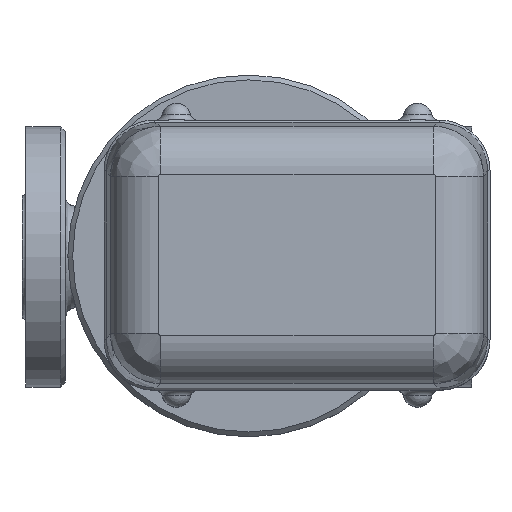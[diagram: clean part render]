
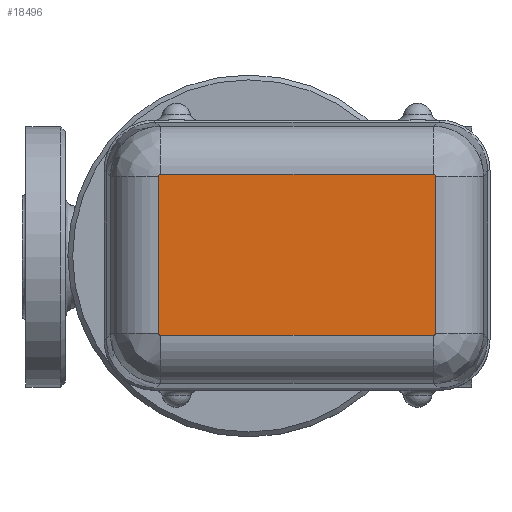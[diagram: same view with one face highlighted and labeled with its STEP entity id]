
A CAD part, top view. The second image highlights one B-rep face of the part: STEP entity #18496.
In plain terms, the highlighted planar face has unit normal (0, 0, 1).
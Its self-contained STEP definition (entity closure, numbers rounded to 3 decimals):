
#138=B_SPLINE_CURVE_WITH_KNOTS('',3,(#27650,#27651,#27652,#27653,#27654,
#27655,#27656,#27657),.UNSPECIFIED.,.F.,.F.,(4,1,1,1,1,4),(0.,0.017,
0.034,0.069,0.103,0.12),
 .UNSPECIFIED.);
#140=B_SPLINE_CURVE_WITH_KNOTS('',3,(#27727,#27728,#27729,#27730,#27731,
#27732,#27733,#27734),.UNSPECIFIED.,.F.,.F.,(4,1,1,1,1,4),(0.,0.017,
0.052,0.086,0.103,0.12),
 .UNSPECIFIED.);
#142=B_SPLINE_CURVE_WITH_KNOTS('',3,(#27812,#27813,#27814,#27815,#27816,
#27817,#27818,#27819),.UNSPECIFIED.,.F.,.F.,(4,1,1,1,1,4),(0.,0.017,
0.034,0.069,0.103,0.12),
 .UNSPECIFIED.);
#144=B_SPLINE_CURVE_WITH_KNOTS('',3,(#27896,#27897,#27898,#27899,#27900,
#27901,#27902,#27903,#27904),.UNSPECIFIED.,.F.,.F.,(4,1,1,1,1,1,4),(0.,
0.017,0.034,0.052,0.069,
0.103,0.12),.UNSPECIFIED.);
#1251=LINE('',#27592,#2326);
#1253=LINE('',#27748,#2328);
#1254=LINE('',#27753,#2329);
#1256=LINE('',#27915,#2331);
#2326=VECTOR('',#22130,113.105);
#2328=VECTOR('',#22140,65.105);
#2329=VECTOR('',#22145,65.105);
#2331=VECTOR('',#22153,113.105);
#4031=FACE_OUTER_BOUND('',#5304,.T.);
#5304=EDGE_LOOP('',(#12665,#12666,#12667,#12668,#12669,#12670,#12671,#12672));
#7861=VERTEX_POINT('',#27585);
#7864=VERTEX_POINT('',#27590);
#7865=VERTEX_POINT('',#27649);
#7868=VERTEX_POINT('',#27725);
#7869=VERTEX_POINT('',#27744);
#7872=VERTEX_POINT('',#27751);
#7873=VERTEX_POINT('',#27811);
#7876=VERTEX_POINT('',#27894);
#9691=EDGE_CURVE('',#7864,#7861,#1251,.T.);
#9692=EDGE_CURVE('',#7861,#7865,#138,.T.);
#9696=EDGE_CURVE('',#7868,#7864,#140,.T.);
#9700=EDGE_CURVE('',#7865,#7869,#1253,.T.);
#9702=EDGE_CURVE('',#7872,#7868,#1254,.T.);
#9704=EDGE_CURVE('',#7869,#7873,#142,.T.);
#9708=EDGE_CURVE('',#7876,#7872,#144,.T.);
#9710=EDGE_CURVE('',#7873,#7876,#1256,.T.);
#12665=ORIENTED_EDGE('',*,*,#9691,.F.);
#12666=ORIENTED_EDGE('',*,*,#9696,.F.);
#12667=ORIENTED_EDGE('',*,*,#9702,.F.);
#12668=ORIENTED_EDGE('',*,*,#9708,.F.);
#12669=ORIENTED_EDGE('',*,*,#9710,.F.);
#12670=ORIENTED_EDGE('',*,*,#9704,.F.);
#12671=ORIENTED_EDGE('',*,*,#9700,.F.);
#12672=ORIENTED_EDGE('',*,*,#9692,.F.);
#17945=PLANE('',#19828);
#18496=ADVANCED_FACE('',(#4031),#17945,.T.);
#19828=AXIS2_PLACEMENT_3D('',#27995,#22168,#22169);
#22130=DIRECTION('',(-1.,0.,0.));
#22140=DIRECTION('',(0.,1.,0.));
#22145=DIRECTION('',(0.,-1.,0.));
#22153=DIRECTION('',(1.,0.,0.));
#22168=DIRECTION('center_axis',(0.,0.,
1.));
#22169=DIRECTION('ref_axis',(1.,0.,0.));
#27585=CARTESIAN_POINT('',(-36.552,-33.324,554.5));
#27590=CARTESIAN_POINT('',(76.552,-33.324,554.5));
#27592=CARTESIAN_POINT('',(-9.5,-33.324,554.5));
#27649=CARTESIAN_POINT('',(-37.324,-32.552,554.5));
#27650=CARTESIAN_POINT('Ctrl Pts',(-36.552,-33.324,
554.5));
#27651=CARTESIAN_POINT('Ctrl Pts',(-36.61,-33.324,
554.5));
#27652=CARTESIAN_POINT('Ctrl Pts',(-36.726,-33.311,
554.5));
#27653=CARTESIAN_POINT('Ctrl Pts',(-36.944,-33.233,
554.5));
#27654=CARTESIAN_POINT('Ctrl Pts',(-37.175,-33.048,
554.5));
#27655=CARTESIAN_POINT('Ctrl Pts',(-37.305,-32.782,
554.5));
#27656=CARTESIAN_POINT('Ctrl Pts',(-37.324,-32.61,
554.5));
#27657=CARTESIAN_POINT('Ctrl Pts',(-37.324,-32.552,
554.5));
#27725=CARTESIAN_POINT('',(77.324,-32.552,554.5));
#27727=CARTESIAN_POINT('Ctrl Pts',(77.324,-32.552,554.5));
#27728=CARTESIAN_POINT('Ctrl Pts',(77.324,-32.61,554.5));
#27729=CARTESIAN_POINT('Ctrl Pts',(77.305,-32.782,554.5));
#27730=CARTESIAN_POINT('Ctrl Pts',(77.175,-33.048,554.5));
#27731=CARTESIAN_POINT('Ctrl Pts',(76.944,-33.233,554.5));
#27732=CARTESIAN_POINT('Ctrl Pts',(76.726,-33.311,554.5));
#27733=CARTESIAN_POINT('Ctrl Pts',(76.61,-33.324,554.5));
#27734=CARTESIAN_POINT('Ctrl Pts',(76.552,-33.324,554.5));
#27744=CARTESIAN_POINT('',(-37.324,32.552,554.5));
#27748=CARTESIAN_POINT('',(-37.324,17.5,554.5));
#27751=CARTESIAN_POINT('',(77.324,32.552,554.5));
#27753=CARTESIAN_POINT('',(77.324,-17.5,554.5));
#27811=CARTESIAN_POINT('',(-36.552,33.324,554.5));
#27812=CARTESIAN_POINT('Ctrl Pts',(-37.324,32.552,554.5));
#27813=CARTESIAN_POINT('Ctrl Pts',(-37.324,32.61,554.5));
#27814=CARTESIAN_POINT('Ctrl Pts',(-37.311,32.726,554.5));
#27815=CARTESIAN_POINT('Ctrl Pts',(-37.233,32.944,554.5));
#27816=CARTESIAN_POINT('Ctrl Pts',(-37.048,33.175,554.5));
#27817=CARTESIAN_POINT('Ctrl Pts',(-36.782,33.305,554.5));
#27818=CARTESIAN_POINT('Ctrl Pts',(-36.61,33.324,554.5));
#27819=CARTESIAN_POINT('Ctrl Pts',(-36.552,33.324,554.5));
#27894=CARTESIAN_POINT('',(76.552,33.324,554.5));
#27896=CARTESIAN_POINT('Ctrl Pts',(76.552,33.324,554.5));
#27897=CARTESIAN_POINT('Ctrl Pts',(76.61,33.324,554.5));
#27898=CARTESIAN_POINT('Ctrl Pts',(76.725,33.311,554.5));
#27899=CARTESIAN_POINT('Ctrl Pts',(76.888,33.253,554.5));
#27900=CARTESIAN_POINT('Ctrl Pts',(77.036,33.159,554.5));
#27901=CARTESIAN_POINT('Ctrl Pts',(77.2,32.996,554.5));
#27902=CARTESIAN_POINT('Ctrl Pts',(77.304,32.783,554.5));
#27903=CARTESIAN_POINT('Ctrl Pts',(77.324,32.61,554.5));
#27904=CARTESIAN_POINT('Ctrl Pts',(77.324,32.552,554.5));
#27915=CARTESIAN_POINT('',(49.5,33.324,554.5));
#27995=CARTESIAN_POINT('Origin',(20.,0.,554.5));
